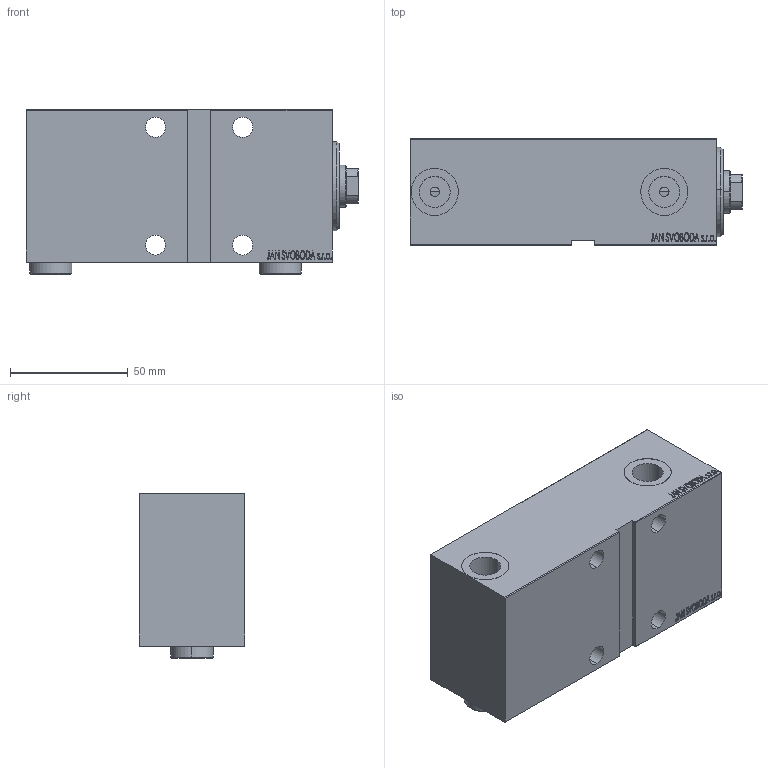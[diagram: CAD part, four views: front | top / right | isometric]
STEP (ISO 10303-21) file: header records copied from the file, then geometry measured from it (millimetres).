
FILE_DESCRIPTION (( 'STEP AP203' ), '1' );
FILE_NAME ('3739.STEP', '2024-02-11T16:21:35', ( '' ), ( '' ), 'SwSTEP 2.0', 'SolidWorks 2019', '' );
FILE_SCHEMA (( 'CONFIG_CONTROL_DESIGN' ));
Length unit declared in the file: millimetre
Products named in the file (5): V450CM_G_VCP dcdaf4cb84ce7df4ee0523deda139e98; Zatka_OIL_PORT dcdaf4cb84ce7df4ee0523deda139e98; V450CM_G_Body dcdaf4cb84ce7df4ee0523deda139e98; V450CM_VC_G dcdaf4cb84ce7df4ee0523deda139e98; 3739
Assembly tree (5 placements, depth 2):
  3739
    V450CM_G_Body dcdaf4cb84ce7df4ee0523deda139e98
    V450CM_G_VCP dcdaf4cb84ce7df4ee0523deda139e98
    V450CM_VC_G dcdaf4cb84ce7df4ee0523deda139e98
    Zatka_OIL_PORT dcdaf4cb84ce7df4ee0523deda139e98  x2
Bounding box: 141 x 45 x 69.9 mm (x, y, z)
Volume: 344529.1 mm3; surface area: 67400.2 mm2
Topology: 5 solids, 5 shells, 913 faces, 2328 edges, 1537 vertices
Faces by surface type: plane 445, bspline 380, cylinder 70, cone 18
Entity records: 44555 total; most frequent: CARTESIAN_POINT 24785, ORIENTED_EDGE 4572, DIRECTION 2700, EDGE_CURVE 2286, VERTEX_POINT 1513, LINE 1364, VECTOR 1364, EDGE_LOOP 1025
